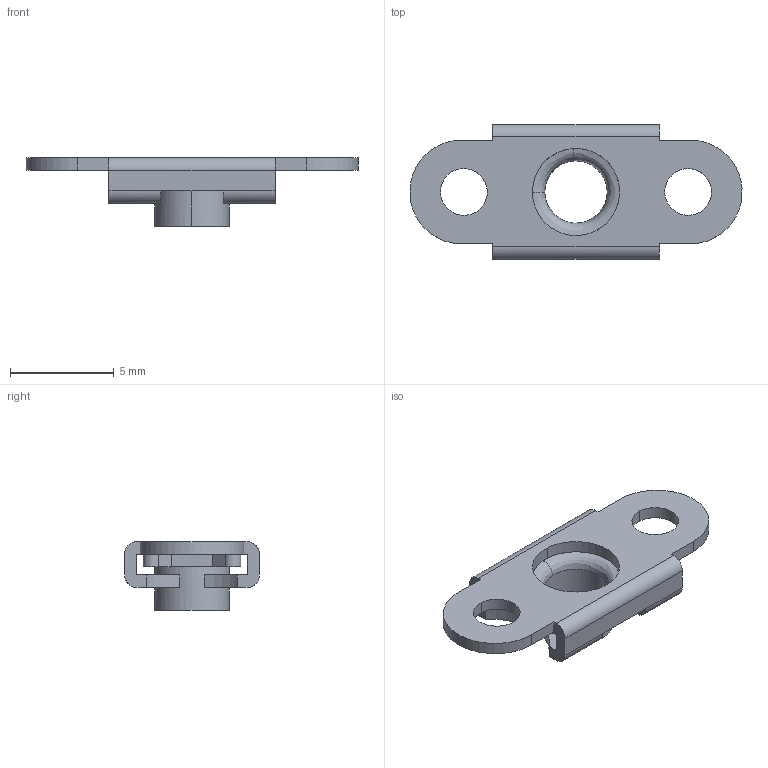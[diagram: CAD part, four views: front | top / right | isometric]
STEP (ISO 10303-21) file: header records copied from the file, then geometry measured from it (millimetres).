
FILE_DESCRIPTION((''),'2;1');
FILE_NAME('','2005-07-15T15:57:02',(''),(''),'','CADfix','');
FILE_SCHEMA(('AUTOMOTIVE_DESIGN'));
Length unit declared in the file: millimetre
Products named in the file (3): nut; housing; TL_264_1_1858_36
Assembly tree (2 placements, depth 2):
  TL_264_1_1858_36
    nut
    housing
Bounding box: 15.99 x 6.5 x 3.3 mm (x, y, z)
Volume: 75.6 mm3; surface area: 345.7 mm2
Topology: 2 solids, 2 shells, 75 faces, 228 edges, 158 vertices
Faces by surface type: bspline 75
Entity records: 2599 total; most frequent: CARTESIAN_POINT 1253, ORIENTED_EDGE 456, EDGE_CURVE 228, VERTEX_POINT 158, QUASI_UNIFORM_CURVE 140, EDGE_LOOP 84, FACE_OUTER_BOUND 75, ADVANCED_FACE 75
